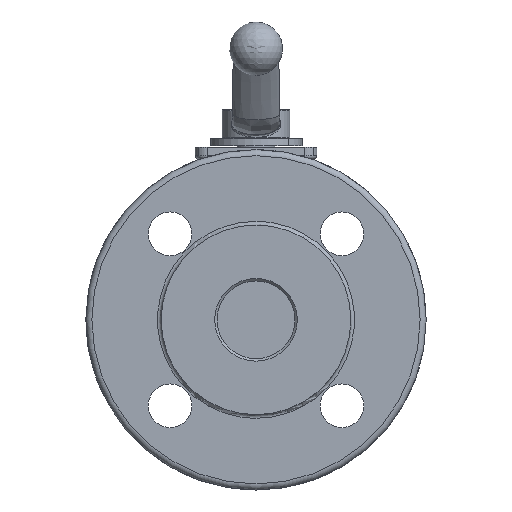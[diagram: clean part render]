
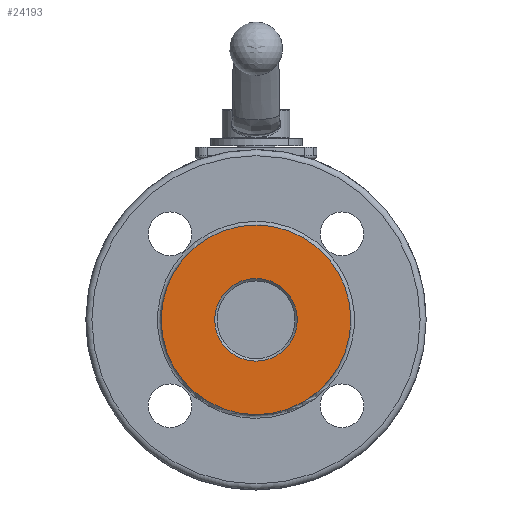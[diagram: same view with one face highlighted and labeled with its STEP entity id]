
A CAD part, left-side view. The second image highlights one B-rep face of the part: STEP entity #24193.
In plain terms, the highlighted planar face has unit normal (-1, 0, 0).
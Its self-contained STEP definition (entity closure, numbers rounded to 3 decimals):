
#22493=CARTESIAN_POINT('',(-65.,39.,-0.));
#22494=VERTEX_POINT('',#22493);
#22501=CARTESIAN_POINT('',(-65.,-39.,-0.));
#22502=VERTEX_POINT('',#22501);
#22503=CARTESIAN_POINT('',(-65.,0.,-0.));
#22504=DIRECTION('',(1.,-0.,0.));
#22505=DIRECTION('',(0.,1.,0.));
#22506=AXIS2_PLACEMENT_3D('',#22503,#22504,#22505);
#22507=CIRCLE('',#22506,39.);
#22508=EDGE_CURVE('',#22494,#22502,#22507,.T.);
#22510=CARTESIAN_POINT('',(-65.,0.,-0.));
#22511=DIRECTION('',(1.,-0.,0.));
#22512=DIRECTION('',(0.,1.,0.));
#22513=AXIS2_PLACEMENT_3D('',#22510,#22511,#22512);
#22514=CIRCLE('',#22513,39.);
#22515=EDGE_CURVE('',#22502,#22494,#22514,.T.);
#23691=CARTESIAN_POINT('',(-65.,0.,-17.));
#23692=VERTEX_POINT('',#23691);
#23699=CARTESIAN_POINT('',(-65.,0.,17.));
#23700=VERTEX_POINT('',#23699);
#23701=CARTESIAN_POINT('',(-65.,0.,-0.));
#23702=DIRECTION('',(-1.,0.,-0.));
#23703=DIRECTION('',(0.,0.,-1.));
#23704=AXIS2_PLACEMENT_3D('',#23701,#23702,#23703);
#23705=CIRCLE('',#23704,17.);
#23706=EDGE_CURVE('',#23692,#23700,#23705,.T.);
#23708=CARTESIAN_POINT('',(-65.,0.,-0.));
#23709=DIRECTION('',(-1.,0.,-0.));
#23710=DIRECTION('',(0.,0.,-1.));
#23711=AXIS2_PLACEMENT_3D('',#23708,#23709,#23710);
#23712=CIRCLE('',#23711,17.);
#23713=EDGE_CURVE('',#23700,#23692,#23712,.T.);
#24180=CARTESIAN_POINT('',(-65.,0.,39.));
#24181=DIRECTION('',(1.,0.,0.));
#24182=DIRECTION('',(-0.,0.,1.));
#24183=AXIS2_PLACEMENT_3D('',#24180,#24181,#24182);
#24184=PLANE('',#24183);
#24185=ORIENTED_EDGE('',*,*,#22515,.F.);
#24186=ORIENTED_EDGE('',*,*,#22508,.F.);
#24187=EDGE_LOOP('',(#24185,#24186));
#24188=FACE_BOUND('',#24187,.T.);
#24189=ORIENTED_EDGE('',*,*,#23713,.F.);
#24190=ORIENTED_EDGE('',*,*,#23706,.F.);
#24191=EDGE_LOOP('',(#24189,#24190));
#24192=FACE_BOUND('',#24191,.T.);
#24193=ADVANCED_FACE('',(#24188,#24192),#24184,.F.);
